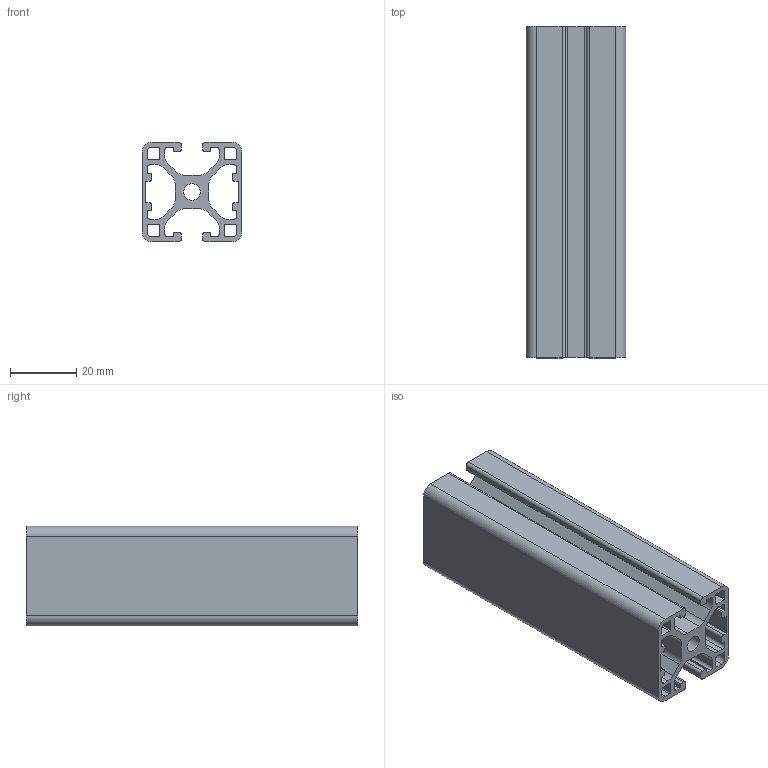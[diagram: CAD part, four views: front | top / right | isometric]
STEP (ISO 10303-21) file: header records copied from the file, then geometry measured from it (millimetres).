
FILE_DESCRIPTION( ( 'Unknown' ), '1' );
FILE_NAME( '7116019', 'Unknown', ( 'Unknown' ), ( 'JUGARD+KÜNSTNER GmbH' ), 'XStep 1.0', 'Unknown', ' ' );
FILE_SCHEMA( ( 'automotive_design' ) );
Length unit declared in the file: millimetre
Products named in the file (1): 1
Bounding box: 30 x 100 x 30 mm (x, y, z)
Volume: 34796.7 mm3; surface area: 36585.3 mm2
Topology: 1 solids, 1 shells, 151 faces, 447 edges, 298 vertices
Faces by surface type: plane 78, cylinder 73
Full cylindrical faces by diameter (mm): 5 x1
Entity records: 6334 total; most frequent: CARTESIAN_POINT 896, DIRECTION 896, ORIENTED_EDGE 892, EDGE_CURVE 446, LINE 300, VECTOR 300, AXIS2_PLACEMENT_3D 298, VERTEX_POINT 298
